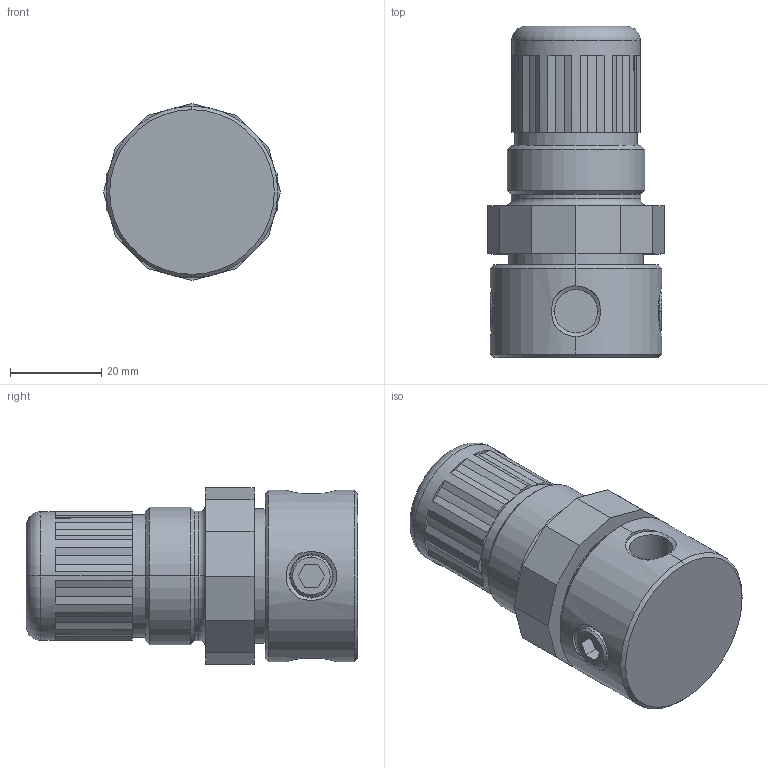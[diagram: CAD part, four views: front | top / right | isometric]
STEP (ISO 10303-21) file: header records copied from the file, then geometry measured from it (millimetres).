
FILE_DESCRIPTION (( 'STEP AP214' ), '1' );
FILE_NAME ('Norgren-R06-121-NNLA.step', '2019-03-04T15:40:58', ( '' ), ( '' ), 'SwSTEP 2.0', 'SolidWorks 2019', '' );
FILE_SCHEMA (( 'AUTOMOTIVE_DESIGN' ));
Length unit declared in the file: inch
Products named in the file (5): Norgren-R06-121-NNLA_Plug; Norgren-R06-121-NNLA_Body-Regulator_1-8 NPT; Norgren-R06-121-NNLA_Bonnet Regulator; Norgren-R06-121-NNLA; Norgren-R06-121-NNLA_Knob
Assembly tree (5 placements, depth 2):
  Norgren-R06-121-NNLA
    Norgren-R06-121-NNLA_Body-Regulator_1-8 NPT
    Norgren-R06-121-NNLA_Bonnet Regulator
    Norgren-R06-121-NNLA_Knob
    Norgren-R06-121-NNLA_Plug  x2
Bounding box: 38.73 x 72.64 x 38.73 mm (x, y, z)
Volume: 64459.9 mm3; surface area: 18159.3 mm2
Topology: 5 solids, 5 shells, 210 faces, 510 edges, 328 vertices
Faces by surface type: plane 105, cylinder 69, cone 32, torus 4
Entity records: 6220 total; most frequent: CARTESIAN_POINT 1279, DIRECTION 1034, ORIENTED_EDGE 956, EDGE_CURVE 478, AXIS2_PLACEMENT_3D 381, VERTEX_POINT 308, LINE 272, VECTOR 272
